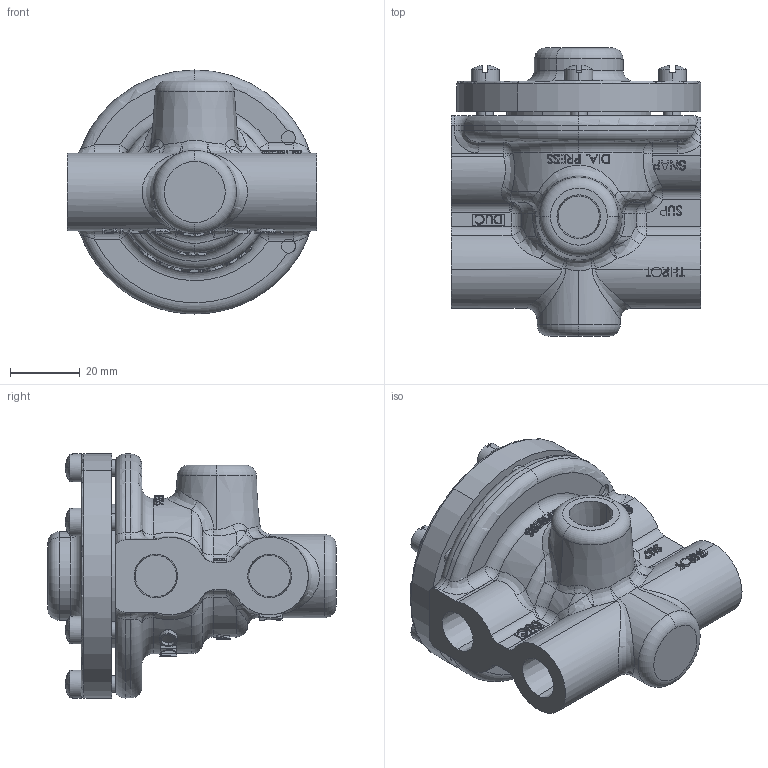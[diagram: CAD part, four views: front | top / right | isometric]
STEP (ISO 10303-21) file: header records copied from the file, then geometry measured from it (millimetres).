
FILE_DESCRIPTION (( 'STEP AP203' ), '1' );
FILE_NAME ('3 PGA (YAJ).STEP', '2017-10-09T13:02:26', ( '' ), ( '' ), 'SwSTEP 2.0', 'SolidWorks 2016', '' );
FILE_SCHEMA (( 'CONFIG_CONTROL_DESIGN' ));
Length unit declared in the file: inch
Products named in the file (1): 3 PGA (YAJ)
Bounding box: 71.44 x 82.49 x 69.85 mm (x, y, z)
Volume: 150297.3 mm3; surface area: 29808.5 mm2
Topology: 1 solids, 1 shells, 991 faces, 2635 edges, 1709 vertices
Faces by surface type: plane 424, bspline 312, cylinder 152, sphere 57, torus 32, cone 14
Entity records: 46323 total; most frequent: CARTESIAN_POINT 23800, ORIENTED_EDGE 5262, DIRECTION 3809, EDGE_CURVE 2631, VERTEX_POINT 1709, AXIS2_PLACEMENT_3D 1324, LINE 1161, VECTOR 1161
